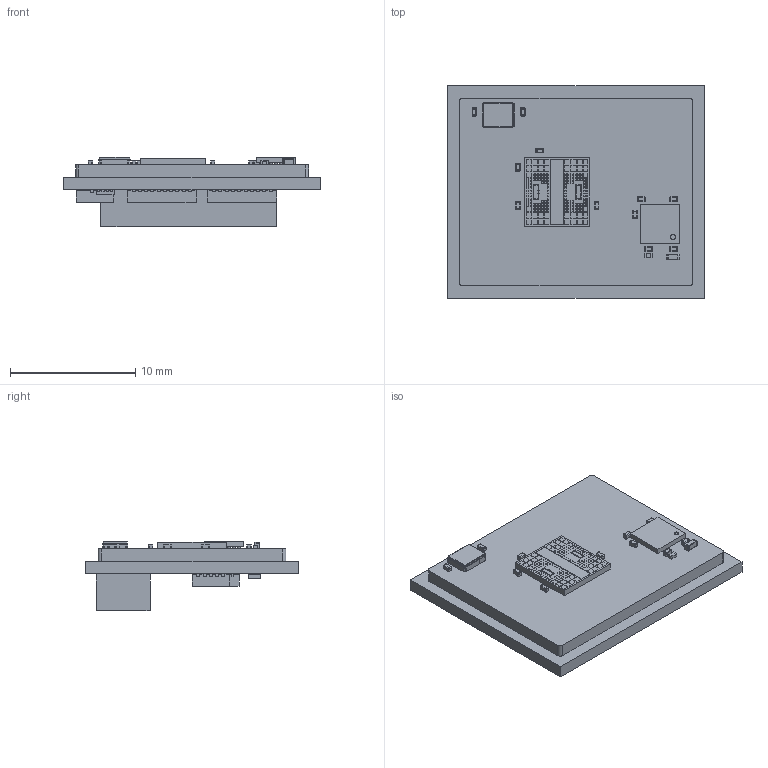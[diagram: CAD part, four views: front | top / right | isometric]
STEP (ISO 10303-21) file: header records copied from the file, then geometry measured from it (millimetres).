
FILE_DESCRIPTION(('Open CASCADE Model'),'2;1');
FILE_NAME('Open CASCADE Shape Model','2026-01-22T21:33:41',('Author'),( 'Open CASCADE'),'Open CASCADE STEP processor 7.5','Open CASCADE 7.5' ,'Unknown');
FILE_SCHEMA(('AUTOMOTIVE_DESIGN { 1 0 10303 214 1 1 1 1 }'));
Length unit declared in the file: millimetre
Products named in the file (82): PCB; Board; Open CASCADE STEP translator 7.5 1.1.1; U5; 14380402848; U4; TPS63000DRCR; U3; 13012922896; U2; U1; XM125; C3; 7268801664; Terminal; Open CASCADE STEP translator 6.8 11.1.1; Open CASCADE STEP translator 6.8 11.1.2; Mid_Body; Open CASCADE STEP translator 6.8 11.2.1; R1; 7004956928; Extruded; 7004956688; C8; 7268794464; C11; C12; 7268792944; Open CASCADE STEP translator 6.8 4.1; Body; Open CASCADE STEP translator 6.8 4.2.1; ball; C7; 7268797504; Open CASCADE STEP translator 6.8 26.1.1; Open CASCADE STEP translator 6.8 26.1.2; Open CASCADE STEP translator 6.8 26.2.1; C1; C2; C4 ...
Assembly tree (137 placements, depth 7):
  PCB
    Board
      Open CASCADE STEP translator 7.5 1.1.1
    U5
      14380402848
    U4
      TPS63000DRCR
    U3
      13012922896
    U2
      13012922896
    U1
      XM125
        Board
          Open CASCADE STEP translator 7.5 1.1.1
        C3
          7268801664
            Terminal
              Open CASCADE STEP translator 6.8 11.1.1
              Open CASCADE STEP translator 6.8 11.1.2
            Mid_Body
              Open CASCADE STEP translator 6.8 11.2.1
        R1
          7004956928  x2
            Extruded
          7004956688
            Extruded
        C8
          7268794464
            Terminal
              Open CASCADE STEP translator 6.8 11.1.1
              Open CASCADE STEP translator 6.8 11.1.2
            Mid_Body
              Open CASCADE STEP translator 6.8 11.2.1
        C11
          7268801664
            Terminal
              Open CASCADE STEP translator 6.8 11.1.1
              Open CASCADE STEP translator 6.8 11.1.2
            Mid_Body
              Open CASCADE STEP translator 6.8 11.2.1
        C12
          7268794464
            Terminal
              Open CASCADE STEP translator 6.8 11.1.1
              Open CASCADE STEP translator 6.8 11.1.2
            Mid_Body
              Open CASCADE STEP translator 6.8 11.2.1
        U1
          7268792944
            Open CASCADE STEP translator 6.8 4.1
            Body
              Open CASCADE STEP translator 6.8 4.2.1
            ball  x49
        C7
          7268797504
            Terminal
              Open CASCADE STEP translator 6.8 26.1.1
              Open CASCADE STEP translator 6.8 26.1.2
            Mid_Body
Bounding box: 20.5 x 16.99 x 5.55 mm (x, y, z)
Volume: 882.6 mm3; surface area: 2087.5 mm2
Topology: 350 solids, 351 shells, 2702 faces, 6091 edges, 3901 vertices
Faces by surface type: plane 2116, cylinder 441, sphere 145
Full cylindrical faces by diameter (mm): 0.2 x20, 0.393 x1
Entity records: 60036 total; most frequent: CARTESIAN_POINT 9599, DIRECTION 9383, ORIENTED_EDGE 8947, EDGE_CURVE 4474, LINE 3943, VECTOR 3943, VERTEX_POINT 2936, AXIS2_PLACEMENT_3D 2720
